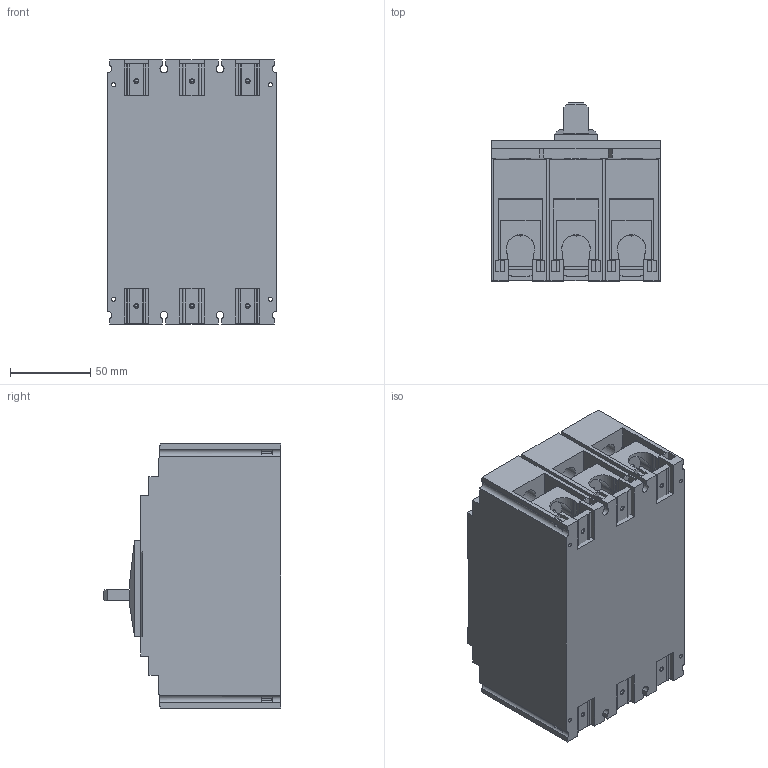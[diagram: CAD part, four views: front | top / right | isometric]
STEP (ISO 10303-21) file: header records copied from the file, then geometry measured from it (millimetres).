
FILE_DESCRIPTION (( 'STEP AP203' ), '1' );
FILE_NAME ('GCB150S-3FF150LL.step', '2021-09-02T13:40:52', ( '' ), ( '' ), 'SwSTEP 2.0', 'SolidWorks 2021', '' );
FILE_SCHEMA (( 'CONFIG_CONTROL_DESIGN' ));
Length unit declared in the file: inch
Products named in the file (1): GCB150S-3FF150LL
Bounding box: 105 x 111.16 x 165 mm (x, y, z)
Volume: 1312335.3 mm3; surface area: 160057.3 mm2
Topology: 19 solids, 19 shells, 1004 faces, 2698 edges, 1759 vertices
Faces by surface type: plane 544, cylinder 381, cone 63, bspline 16
Entity records: 34202 total; most frequent: CARTESIAN_POINT 8621, ORIENTED_EDGE 5372, DIRECTION 5195, EDGE_CURVE 2686, AXIS2_PLACEMENT_3D 1777, VERTEX_POINT 1759, LINE 1641, VECTOR 1641
